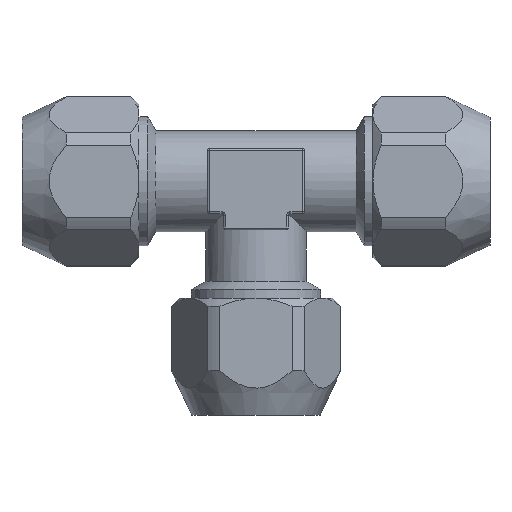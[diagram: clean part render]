
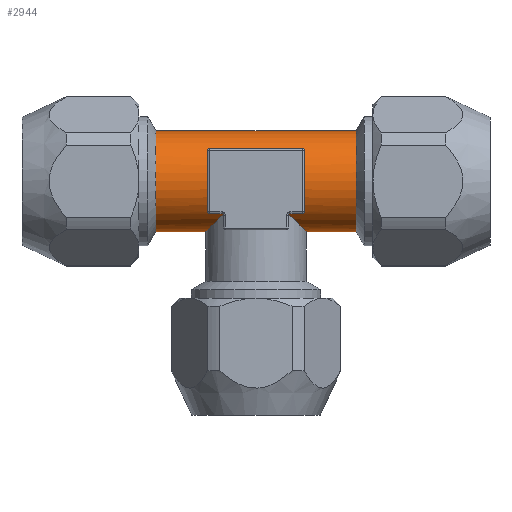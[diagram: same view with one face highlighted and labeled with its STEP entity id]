
A CAD part, top view. The second image highlights one B-rep face of the part: STEP entity #2944.
In plain terms, the highlighted cylindrical face has radius 6.25 mm (diameter 12.5 mm), a partial arc.
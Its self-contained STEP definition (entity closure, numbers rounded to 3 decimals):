
#88=CARTESIAN_POINT('',(4.059,-4.059,4.753));
#89=CARTESIAN_POINT('',(4.354,-4.354,4.501));
#90=CARTESIAN_POINT('',(4.885,-4.885,3.951));
#91=CARTESIAN_POINT('',(5.498,-5.498,3.037));
#92=CARTESIAN_POINT('',(5.935,-5.935,2.056));
#93=CARTESIAN_POINT('',(6.196,-6.196,1.019));
#94=CARTESIAN_POINT('',(6.25,-6.25,0.336));
#95=CARTESIAN_POINT('',(6.25,-6.25,0.));
#97=DIRECTION('',(-1.,0.,0.));
#98=VECTOR('',#97,11.6);
#99=CARTESIAN_POINT('',(5.8,4.,4.802));
#100=LINE('',#99,#98);
#101=CARTESIAN_POINT('',(-4.059,-4.059,4.753));
#102=CARTESIAN_POINT('',(-4.25,-4.25,4.59));
#103=CARTESIAN_POINT('',(-4.606,-4.606,4.245));
#104=CARTESIAN_POINT('',(-5.055,-5.055,3.698));
#105=CARTESIAN_POINT('',(-5.444,-5.444,3.099));
#106=CARTESIAN_POINT('',(-5.781,-5.781,2.419));
#107=CARTESIAN_POINT('',(-6.046,-6.046,1.654));
#108=CARTESIAN_POINT('',(-6.213,-6.213,
0.833));
#109=CARTESIAN_POINT('',(-6.25,-6.25,0.278));
#110=CARTESIAN_POINT('',(-6.25,-6.25,0.));
#116=DIRECTION('',(1.,0.,0.));
#117=VECTOR('',#116,6.162);
#118=CARTESIAN_POINT('',(6.25,-6.25,0.));
#119=LINE('',#118,#117);
#120=DIRECTION('',(-1.,0.,0.));
#121=VECTOR('',#120,24.825);
#122=CARTESIAN_POINT('',(12.412,6.25,0.));
#123=LINE('',#122,#121);
#124=DIRECTION('',(-1.,0.,0.));
#125=VECTOR('',#124,6.162);
#126=CARTESIAN_POINT('',(-6.25,-6.25,0.));
#127=LINE('',#126,#125);
#163=CARTESIAN_POINT('',(5.8,4.,4.802));
#164=CARTESIAN_POINT('',(5.826,4.,4.802));
#165=CARTESIAN_POINT('',(5.878,3.99,4.811));
#166=CARTESIAN_POINT('',(5.944,3.946,4.847));
#167=CARTESIAN_POINT('',(5.988,3.881,4.899));
#168=CARTESIAN_POINT('',(6.,3.828,4.941));
#169=CARTESIAN_POINT('',(6.,3.8,4.962));
#189=CARTESIAN_POINT('',(6.,0.,0.));
#190=DIRECTION('',(1.,0.,0.));
#191=DIRECTION('',(0.,0.608,0.794));
#192=AXIS2_PLACEMENT_3D('',#189,#190,#191);
#223=CARTESIAN_POINT('',(6.,-3.8,4.962));
#224=CARTESIAN_POINT('',(6.,-3.828,4.941));
#225=CARTESIAN_POINT('',(5.988,-3.881,4.899));
#226=CARTESIAN_POINT('',(5.944,-3.946,4.847));
#227=CARTESIAN_POINT('',(5.877,-3.99,4.811));
#228=CARTESIAN_POINT('',(5.826,-4.,4.802));
#229=CARTESIAN_POINT('',(5.8,-4.,4.802));
#249=DIRECTION('',(1.,0.,0.));
#250=VECTOR('',#249,1.6);
#251=CARTESIAN_POINT('',(4.2,-4.,4.802));
#252=LINE('',#251,#250);
#281=CARTESIAN_POINT('',(4.2,-4.,4.802));
#282=CARTESIAN_POINT('',(4.173,-4.,4.802));
#283=CARTESIAN_POINT('',(4.12,-4.011,4.793));
#284=CARTESIAN_POINT('',(4.077,-4.04,4.769));
#285=CARTESIAN_POINT('',(4.059,-4.059,4.753));
#495=CARTESIAN_POINT('',(-4.059,-4.059,4.753));
#496=CARTESIAN_POINT('',(-4.076,-4.041,4.768));
#497=CARTESIAN_POINT('',(-4.119,-4.012,4.793));
#498=CARTESIAN_POINT('',(-4.172,-4.,4.802));
#499=CARTESIAN_POINT('',(-4.2,-4.,4.802));
#523=DIRECTION('',(1.,0.,0.));
#524=VECTOR('',#523,1.6);
#525=CARTESIAN_POINT('',(-5.8,-4.,4.802));
#526=LINE('',#525,#524);
#555=CARTESIAN_POINT('',(-5.8,-4.,4.802));
#556=CARTESIAN_POINT('',(-5.836,-4.,4.802));
#557=CARTESIAN_POINT('',(-5.906,-3.98,4.819));
#558=CARTESIAN_POINT('',(-5.98,-3.906,4.88));
#559=CARTESIAN_POINT('',(-6.,-3.837,4.934));
#560=CARTESIAN_POINT('',(-6.,-3.8,4.962));
#579=CARTESIAN_POINT('',(-6.,0.,0.));
#580=DIRECTION('',(1.,0.,0.));
#581=DIRECTION('',(0.,0.608,0.794));
#582=AXIS2_PLACEMENT_3D('',#579,#580,#581);
#613=CARTESIAN_POINT('',(-6.,3.8,4.962));
#614=CARTESIAN_POINT('',(-6.,3.837,4.934));
#615=CARTESIAN_POINT('',(-5.98,3.905,4.88));
#616=CARTESIAN_POINT('',(-5.907,3.98,4.819));
#617=CARTESIAN_POINT('',(-5.836,4.,4.802));
#618=CARTESIAN_POINT('',(-5.8,4.,4.802));
#1833=CARTESIAN_POINT('',(12.412,0.,0.));
#1834=DIRECTION('',(1.,0.,0.));
#1835=DIRECTION('',(0.,1.,0.));
#1836=AXIS2_PLACEMENT_3D('',#1833,#1834,#1835);
#2313=CARTESIAN_POINT('',(-12.412,0.,0.));
#2314=DIRECTION('',(1.,0.,0.));
#2315=DIRECTION('',(0.,1.,0.));
#2316=AXIS2_PLACEMENT_3D('',#2313,#2314,#2315);
#2346=CARTESIAN_POINT('',(-12.412,6.25,0.));
#2347=CARTESIAN_POINT('',(-12.412,-6.25,0.));
#2348=VERTEX_POINT('',#2346);
#2349=VERTEX_POINT('',#2347);
#2454=CARTESIAN_POINT('',(-6.,3.8,4.962));
#2455=CARTESIAN_POINT('',(-6.,-3.8,4.962));
#2456=VERTEX_POINT('',#2454);
#2457=VERTEX_POINT('',#2455);
#2462=CARTESIAN_POINT('',(-5.8,-4.,4.802));
#2463=CARTESIAN_POINT('',(-4.2,-4.,4.802));
#2464=VERTEX_POINT('',#2462);
#2465=VERTEX_POINT('',#2463);
#2470=VERTEX_POINT('',#618);
#2476=VERTEX_POINT('',#101);
#2477=VERTEX_POINT('',#110);
#2503=CARTESIAN_POINT('',(12.412,6.25,0.));
#2504=CARTESIAN_POINT('',(12.412,-6.25,0.));
#2505=VERTEX_POINT('',#2503);
#2506=VERTEX_POINT('',#2504);
#2507=CARTESIAN_POINT('',(6.,3.8,4.962));
#2508=CARTESIAN_POINT('',(6.,-3.8,4.962));
#2509=VERTEX_POINT('',#2507);
#2510=VERTEX_POINT('',#2508);
#2515=CARTESIAN_POINT('',(4.2,-4.,4.802));
#2516=CARTESIAN_POINT('',(5.8,-4.,4.802));
#2517=VERTEX_POINT('',#2515);
#2518=VERTEX_POINT('',#2516);
#2523=VERTEX_POINT('',#285);
#2525=VERTEX_POINT('',#163);
#2527=VERTEX_POINT('',#95);
#2903=CARTESIAN_POINT('',(-29.713,0.,0.));
#2904=DIRECTION('',(1.,0.,0.));
#2905=DIRECTION('',(0.,-1.,0.));
#2906=AXIS2_PLACEMENT_3D('',#2903,#2904,#2905);
#2907=CYLINDRICAL_SURFACE('',#2906,6.25);
#2909=ORIENTED_EDGE('',*,*,#2908,.F.);
#2911=ORIENTED_EDGE('',*,*,#2910,.T.);
#2913=ORIENTED_EDGE('',*,*,#2912,.F.);
#2914=ORIENTED_EDGE('',*,*,#2877,.F.);
#2916=ORIENTED_EDGE('',*,*,#2915,.F.);
#2918=ORIENTED_EDGE('',*,*,#2917,.T.);
#2920=ORIENTED_EDGE('',*,*,#2919,.F.);
#2922=ORIENTED_EDGE('',*,*,#2921,.F.);
#2924=ORIENTED_EDGE('',*,*,#2923,.F.);
#2926=ORIENTED_EDGE('',*,*,#2925,.T.);
#2928=ORIENTED_EDGE('',*,*,#2927,.F.);
#2930=ORIENTED_EDGE('',*,*,#2929,.T.);
#2932=ORIENTED_EDGE('',*,*,#2931,.F.);
#2934=ORIENTED_EDGE('',*,*,#2933,.T.);
#2936=ORIENTED_EDGE('',*,*,#2935,.F.);
#2937=ORIENTED_EDGE('',*,*,#2885,.T.);
#2939=ORIENTED_EDGE('',*,*,#2938,.T.);
#2941=ORIENTED_EDGE('',*,*,#2940,.F.);
#2942=EDGE_LOOP('',(#2909,#2911,#2913,#2914,#2916,#2918,#2920,#2922,#2924,#2926,
#2928,#2930,#2932,#2934,#2936,#2937,#2939,#2941));
#2943=FACE_OUTER_BOUND('',#2942,.F.);
#2944=ADVANCED_FACE('',(#2943),#2907,.T.);
#96=B_SPLINE_CURVE_WITH_KNOTS('',3,(#88,#89,#90,#91,#92,#93,#94,#95),
.UNSPECIFIED.,.F.,.F.,(4,1,1,1,1,4),(0.,0.2,0.4,0.6,0.8,1.),
.UNSPECIFIED.);
#111=B_SPLINE_CURVE_WITH_KNOTS('',3,(#101,#102,#103,#104,#105,#106,#107,#108,
#109,#110),.UNSPECIFIED.,.F.,.F.,(4,1,1,1,1,1,1,4),(0.,0.143,
0.286,0.429,0.571,0.714,
0.857,1.),.UNSPECIFIED.);
#170=B_SPLINE_CURVE_WITH_KNOTS('',3,(#163,#164,#165,#166,#167,#168,#169),
.UNSPECIFIED.,.F.,.F.,(4,1,1,1,4),(0.,0.25,0.5,0.75,1.),
.UNSPECIFIED.);
#193=CIRCLE('',#192,6.25);
#230=B_SPLINE_CURVE_WITH_KNOTS('',3,(#223,#224,#225,#226,#227,#228,#229),
.UNSPECIFIED.,.F.,.F.,(4,1,1,1,4),(0.,0.25,0.5,0.75,1.),
.UNSPECIFIED.);
#286=B_SPLINE_CURVE_WITH_KNOTS('',3,(#281,#282,#283,#284,#285),.UNSPECIFIED.,
.F.,.F.,(4,1,4),(0.,0.5,1.),.UNSPECIFIED.);
#500=B_SPLINE_CURVE_WITH_KNOTS('',3,(#495,#496,#497,#498,#499),.UNSPECIFIED.,
.F.,.F.,(4,1,4),(0.,0.5,1.),.UNSPECIFIED.);
#561=B_SPLINE_CURVE_WITH_KNOTS('',3,(#555,#556,#557,#558,#559,#560),
.UNSPECIFIED.,.F.,.F.,(4,1,1,4),(0.,0.333,0.667,1.),
.UNSPECIFIED.);
#583=CIRCLE('',#582,6.25);
#619=B_SPLINE_CURVE_WITH_KNOTS('',3,(#613,#614,#615,#616,#617,#618),
.UNSPECIFIED.,.F.,.F.,(4,1,1,4),(0.,0.333,0.667,1.),
.UNSPECIFIED.);
#1837=CIRCLE('',#1836,6.25);
#2317=CIRCLE('',#2316,6.25);
#2877=EDGE_CURVE('',#2523,#2527,#96,.T.);
#2885=EDGE_CURVE('',#2476,#2477,#111,.T.);
#2908=EDGE_CURVE('',#2505,#2348,#123,.T.);
#2910=EDGE_CURVE('',#2505,#2506,#1837,.T.);
#2912=EDGE_CURVE('',#2527,#2506,#119,.T.);
#2915=EDGE_CURVE('',#2517,#2523,#286,.T.);
#2917=EDGE_CURVE('',#2517,#2518,#252,.T.);
#2919=EDGE_CURVE('',#2510,#2518,#230,.T.);
#2921=EDGE_CURVE('',#2509,#2510,#193,.T.);
#2923=EDGE_CURVE('',#2525,#2509,#170,.T.);
#2925=EDGE_CURVE('',#2525,#2470,#100,.T.);
#2927=EDGE_CURVE('',#2456,#2470,#619,.T.);
#2929=EDGE_CURVE('',#2456,#2457,#583,.T.);
#2931=EDGE_CURVE('',#2464,#2457,#561,.T.);
#2933=EDGE_CURVE('',#2464,#2465,#526,.T.);
#2935=EDGE_CURVE('',#2476,#2465,#500,.T.);
#2938=EDGE_CURVE('',#2477,#2349,#127,.T.);
#2940=EDGE_CURVE('',#2348,#2349,#2317,.T.);
